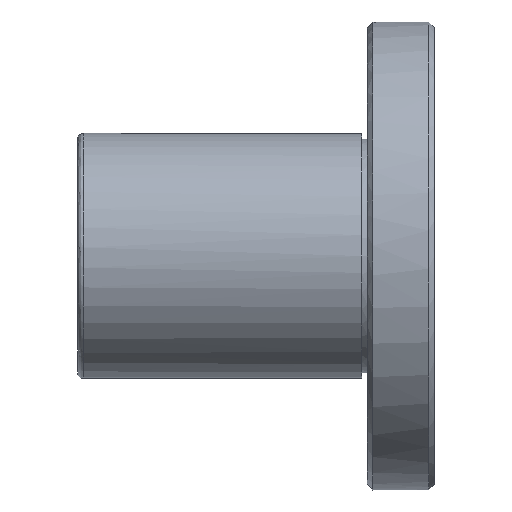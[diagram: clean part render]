
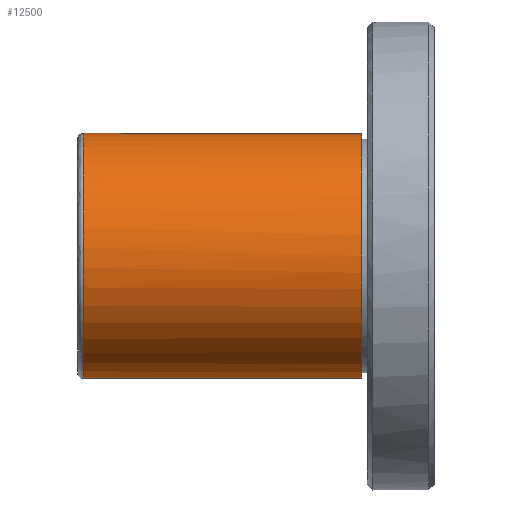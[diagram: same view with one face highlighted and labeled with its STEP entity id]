
A CAD part, front view. The second image highlights one B-rep face of the part: STEP entity #12500.
In plain terms, the highlighted free-form (B-spline) face has degree [3, 1] with [7, 2] control points.
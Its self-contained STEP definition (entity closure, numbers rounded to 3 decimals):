
#11350 = CARTESIAN_POINT ('', (-31.5, 0., 11.));
#11360 = VERTEX_POINT ('', #11350);
#11440 = CARTESIAN_POINT ('', (-31.5, 0., -11.));
#11450 = VERTEX_POINT ('', #11440);
#11460 = CARTESIAN_POINT ('', (-31.5, 0., 11.));
#11470 = CARTESIAN_POINT ('', (-31.5, 22., 11.));
#11480 = CARTESIAN_POINT ('', (-31.5, 22., -11.));
#11490 = CARTESIAN_POINT ('', (-31.5, 0., -11.));
#11500 = (
   BOUNDED_CURVE ()
   B_SPLINE_CURVE (3, (#11460, #11470, #11480, #11490), .UNSPECIFIED., .F., .U.)
   B_SPLINE_CURVE_WITH_KNOTS ((4, 4), (0., 1.), .UNSPECIFIED.)
   CURVE ()
   GEOMETRIC_REPRESENTATION_ITEM ()
   RATIONAL_B_SPLINE_CURVE ((0.957, 0.319, 0.319, 0.957))
   REPRESENTATION_ITEM ('')
);
#11510 = EDGE_CURVE ('', #11360, #11450, #11500, .T.);
#11530 = CARTESIAN_POINT ('', (-31.5, 0., -11.));
#11540 = CARTESIAN_POINT ('', (-31.5, -22., -11.));
#11550 = CARTESIAN_POINT ('', (-31.5, -22., 11.));
#11560 = CARTESIAN_POINT ('', (-31.5, 0., 11.));
#11570 = (
   BOUNDED_CURVE ()
   B_SPLINE_CURVE (3, (#11530, #11540, #11550, #11560), .UNSPECIFIED., .F., .U.)
   B_SPLINE_CURVE_WITH_KNOTS ((4, 4), (0., 1.), .UNSPECIFIED.)
   CURVE ()
   GEOMETRIC_REPRESENTATION_ITEM ()
   RATIONAL_B_SPLINE_CURVE ((0.957, 0.319, 0.319, 0.957))
   REPRESENTATION_ITEM ('')
);
#11580 = EDGE_CURVE ('', #11450, #11360, #11570, .T.);
#11950 = CARTESIAN_POINT ('', (-6.5, 11., 0.));
#11960 = VERTEX_POINT ('', #11950);
#11970 = CARTESIAN_POINT ('', (-6.5, 0., -11.));
#11980 = VERTEX_POINT ('', #11970);
#11990 = CARTESIAN_POINT ('', (-6.5, 11., 0.));
#12000 = CARTESIAN_POINT ('', (-6.5, 11., -7.333));
#12010 = CARTESIAN_POINT ('', (-6.5, 5.5, -11.));
#12020 = CARTESIAN_POINT ('', (-6.5, 0., -11.));
#12030 = (
   BOUNDED_CURVE ()
   B_SPLINE_CURVE (3, (#11990, #12000, #12010, #12020), .UNSPECIFIED., .F., .U.)
   B_SPLINE_CURVE_WITH_KNOTS ((4, 4), (0., 1.), .UNSPECIFIED.)
   CURVE ()
   GEOMETRIC_REPRESENTATION_ITEM ()
   RATIONAL_B_SPLINE_CURVE ((0.5, 0.5, 0.667, 1.))
   REPRESENTATION_ITEM ('')
);
#12040 = EDGE_CURVE ('', #11960, #11980, #12030, .T.);
#12050 = ORIENTED_EDGE ('', *, *, #12040, .T.);
#12060 = CARTESIAN_POINT ('', (-6.5, 0., -11.));
#12070 = CARTESIAN_POINT ('', (-31.5, 0., -11.));
#12080 = B_SPLINE_CURVE_WITH_KNOTS ('', 1, (#12060, #12070), .UNSPECIFIED., .F., .U., (2, 2), (0., 1.), .UNSPECIFIED.);
#12090 = EDGE_CURVE ('', #11980, #11450, #12080, .T.);
#12100 = ORIENTED_EDGE ('', *, *, #12090, .T.);
#12110 = ORIENTED_EDGE ('', *, *, #11510, .F.);
#12120 = ORIENTED_EDGE ('', *, *, #11580, .F.);
#12130 = ORIENTED_EDGE ('', *, *, #12090, .F.);
#12140 = CARTESIAN_POINT ('', (-6.5, -11., 0.));
#12150 = VERTEX_POINT ('', #12140);
#12160 = CARTESIAN_POINT ('', (-6.5, 0., -11.));
#12170 = CARTESIAN_POINT ('', (-6.5, -5.5, -11.));
#12180 = CARTESIAN_POINT ('', (-6.5, -11., -7.333));
#12190 = CARTESIAN_POINT ('', (-6.5, -11., 0.));
#12200 = (
   BOUNDED_CURVE ()
   B_SPLINE_CURVE (3, (#12160, #12170, #12180, #12190), .UNSPECIFIED., .F., .U.)
   B_SPLINE_CURVE_WITH_KNOTS ((4, 4), (0., 1.), .UNSPECIFIED.)
   CURVE ()
   GEOMETRIC_REPRESENTATION_ITEM ()
   RATIONAL_B_SPLINE_CURVE ((1., 0.667, 0.5, 0.5))
   REPRESENTATION_ITEM ('')
);
#12210 = EDGE_CURVE ('', #11980, #12150, #12200, .T.);
#12220 = ORIENTED_EDGE ('', *, *, #12210, .T.);
#12230 = CARTESIAN_POINT ('', (-6.5, -11., 0.));
#12240 = CARTESIAN_POINT ('', (-6.5, -11., 7.333));
#12250 = CARTESIAN_POINT ('', (-6.5, -5.5, 11.));
#12260 = CARTESIAN_POINT ('', (-6.5, 0., 11.));
#12270 = CARTESIAN_POINT ('', (-6.5, 5.5, 11.));
#12280 = CARTESIAN_POINT ('', (-6.5, 11., 7.333));
#12290 = CARTESIAN_POINT ('', (-6.5, 11., 0.));
#12300 = (
   BOUNDED_CURVE ()
   B_SPLINE_CURVE (3, (#12230, #12240, #12250, #12260, #12270, #12280, #12290), .UNSPECIFIED., .F., .U.)
   B_SPLINE_CURVE_WITH_KNOTS ((4, 3, 4), (0., 0.5, 1.), .UNSPECIFIED.)
   CURVE ()
   GEOMETRIC_REPRESENTATION_ITEM ()
   RATIONAL_B_SPLINE_CURVE ((0.5, 0.5, 0.667, 1., 0.667, 0.5, 0.5))
   REPRESENTATION_ITEM ('')
);
#12310 = EDGE_CURVE ('', #12150, #11960, #12300, .T.);
#12320 = ORIENTED_EDGE ('', *, *, #12310, .T.);
#12330 = EDGE_LOOP ('', (#12050, #12100, #12110, #12120, #12130, #12220, #12320));
#12340 = FACE_OUTER_BOUND ('', #12330, .T.);
#12350 = CARTESIAN_POINT ('', (-34., 0., -11.));
#12360 = CARTESIAN_POINT ('', (-4., 0., -11.));
#12370 = CARTESIAN_POINT ('', (-34., 22., -11.));
#12380 = CARTESIAN_POINT ('', (-4., 22., -11.));
#12390 = CARTESIAN_POINT ('', (-34., 22., 11.));
#12400 = CARTESIAN_POINT ('', (-4., 22., 11.));
#12410 = CARTESIAN_POINT ('', (-34., 0., 11.));
#12420 = CARTESIAN_POINT ('', (-4., 0., 11.));
#12430 = CARTESIAN_POINT ('', (-34., -22., 11.));
#12440 = CARTESIAN_POINT ('', (-4., -22., 11.));
#12450 = CARTESIAN_POINT ('', (-34., -22., -11.));
#12460 = CARTESIAN_POINT ('', (-4., -22., -11.));
#12470 = CARTESIAN_POINT ('', (-34., 0., -11.));
#12480 = CARTESIAN_POINT ('', (-4., 0., -11.));
#12490 = (
   BOUNDED_SURFACE ()
   B_SPLINE_SURFACE (3, 1, ((#12350, #12360), (#12370, #12380), (#12390, #12400), (#12410, #12420), (#12430, #12440), (#12450, #12460), (#12470, #12480)), .UNSPECIFIED., .T., .F., .U.)
   B_SPLINE_SURFACE_WITH_KNOTS ((4, 3, 4), (2, 2), (0., 0.5, 1.), (0., 1.), .UNSPECIFIED.)
   SURFACE ()
   GEOMETRIC_REPRESENTATION_ITEM ()
   RATIONAL_B_SPLINE_SURFACE (((1., 1.), (0.333, 0.333), (0.333, 0.333), (1., 1.), (0.333, 0.333), (0.333, 0.333), (1., 1.)))
   REPRESENTATION_ITEM ('')
);
#12500 = ADVANCED_FACE ('', (#12340), #12490, .T.);
